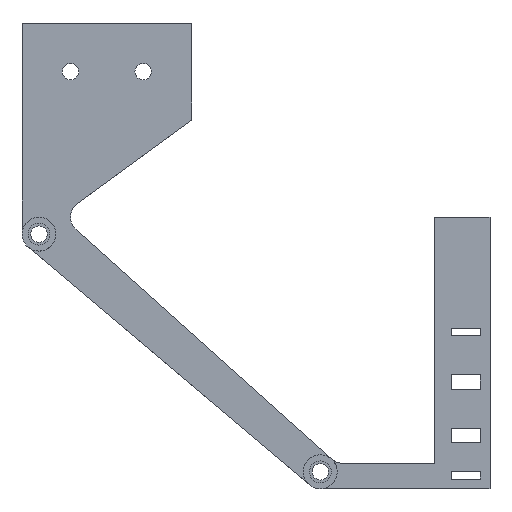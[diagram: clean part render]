
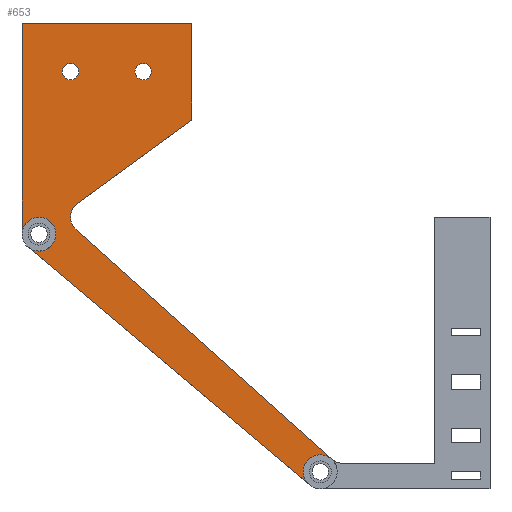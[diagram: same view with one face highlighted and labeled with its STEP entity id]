
A CAD part, top view. The second image highlights one B-rep face of the part: STEP entity #653.
In plain terms, the highlighted planar face has unit normal (0, 0, 1).
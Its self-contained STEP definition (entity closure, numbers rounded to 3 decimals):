
#24 = VERTEX_POINT('',#25);
#25 = CARTESIAN_POINT('',(63.759,6.174,5.));
#73 = EDGE_CURVE('',#24,#74,#76,.T.);
#74 = VERTEX_POINT('',#75);
#75 = CARTESIAN_POINT('',(11.162,53.396,5.));
#76 = LINE('',#77,#78);
#77 = CARTESIAN_POINT('',(63.759,6.174,5.));
#78 = VECTOR('',#79,1.);
#79 = DIRECTION('',(-0.744,0.668,0.));
#633 = VERTEX_POINT('',#634);
#634 = CARTESIAN_POINT('',(11.439,58.829,5.));
#640 = EDGE_CURVE('',#633,#74,#641,.T.);
#641 = CIRCLE('',#642,3.5);
#642 = AXIS2_PLACEMENT_3D('',#643,#644,#645);
#643 = CARTESIAN_POINT('',(13.5,56.,5.));
#644 = DIRECTION('',(0.,0.,1.));
#645 = DIRECTION('',(1.,0.,0.));
#653 = ADVANCED_FACE('',(#654,#723,#734),#745,.T.);
#654 = FACE_BOUND('',#655,.T.);
#655 = EDGE_LOOP('',(#656,#665,#666,#667,#675,#683,#691,#699,#708,#717)
  );
#656 = ORIENTED_EDGE('',*,*,#657,.F.);
#657 = EDGE_CURVE('',#24,#658,#660,.T.);
#658 = VERTEX_POINT('',#659);
#659 = CARTESIAN_POINT('',(59.241,0.826,5.));
#660 = CIRCLE('',#661,3.5);
#661 = AXIS2_PLACEMENT_3D('',#662,#663,#664);
#662 = CARTESIAN_POINT('',(61.5,3.5,5.));
#663 = DIRECTION('',(0.,0.,1.));
#664 = DIRECTION('',(1.,0.,0.));
#665 = ORIENTED_EDGE('',*,*,#73,.T.);
#666 = ORIENTED_EDGE('',*,*,#640,.F.);
#667 = ORIENTED_EDGE('',*,*,#668,.T.);
#668 = EDGE_CURVE('',#633,#669,#671,.T.);
#669 = VERTEX_POINT('',#670);
#670 = CARTESIAN_POINT('',(35.,76.,5.));
#671 = LINE('',#672,#673);
#672 = CARTESIAN_POINT('',(11.439,58.829,5.));
#673 = VECTOR('',#674,1.);
#674 = DIRECTION('',(0.808,0.589,0.));
#675 = ORIENTED_EDGE('',*,*,#676,.T.);
#676 = EDGE_CURVE('',#669,#677,#679,.T.);
#677 = VERTEX_POINT('',#678);
#678 = CARTESIAN_POINT('',(35.,96.,5.));
#679 = LINE('',#680,#681);
#680 = CARTESIAN_POINT('',(35.,76.,5.));
#681 = VECTOR('',#682,1.);
#682 = DIRECTION('',(0.,1.,0.));
#683 = ORIENTED_EDGE('',*,*,#684,.F.);
#684 = EDGE_CURVE('',#685,#677,#687,.T.);
#685 = VERTEX_POINT('',#686);
#686 = CARTESIAN_POINT('',(0.,96.,5.));
#687 = LINE('',#688,#689);
#688 = CARTESIAN_POINT('',(0.,96.,5.));
#689 = VECTOR('',#690,1.);
#690 = DIRECTION('',(1.,0.,0.));
#691 = ORIENTED_EDGE('',*,*,#692,.T.);
#692 = EDGE_CURVE('',#685,#693,#695,.T.);
#693 = VERTEX_POINT('',#694);
#694 = CARTESIAN_POINT('',(0.,52.5,5.));
#695 = LINE('',#696,#697);
#696 = CARTESIAN_POINT('',(0.,96.,5.));
#697 = VECTOR('',#698,1.);
#698 = DIRECTION('',(0.,-1.,0.));
#699 = ORIENTED_EDGE('',*,*,#700,.F.);
#700 = EDGE_CURVE('',#701,#693,#703,.T.);
#701 = VERTEX_POINT('',#702);
#702 = CARTESIAN_POINT('',(7.,52.5,5.));
#703 = CIRCLE('',#704,3.5);
#704 = AXIS2_PLACEMENT_3D('',#705,#706,#707);
#705 = CARTESIAN_POINT('',(3.5,52.5,5.));
#706 = DIRECTION('',(0.,0.,1.));
#707 = DIRECTION('',(1.,0.,0.));
#708 = ORIENTED_EDGE('',*,*,#709,.F.);
#709 = EDGE_CURVE('',#710,#701,#712,.T.);
#710 = VERTEX_POINT('',#711);
#711 = CARTESIAN_POINT('',(1.241,49.826,5.));
#712 = CIRCLE('',#713,3.5);
#713 = AXIS2_PLACEMENT_3D('',#714,#715,#716);
#714 = CARTESIAN_POINT('',(3.5,52.5,5.));
#715 = DIRECTION('',(0.,0.,1.));
#716 = DIRECTION('',(1.,0.,0.));
#717 = ORIENTED_EDGE('',*,*,#718,.T.);
#718 = EDGE_CURVE('',#710,#658,#719,.T.);
#719 = LINE('',#720,#721);
#720 = CARTESIAN_POINT('',(1.241,49.826,5.));
#721 = VECTOR('',#722,1.);
#722 = DIRECTION('',(0.764,-0.645,0.));
#723 = FACE_BOUND('',#724,.T.);
#724 = EDGE_LOOP('',(#725));
#725 = ORIENTED_EDGE('',*,*,#726,.F.);
#726 = EDGE_CURVE('',#727,#727,#729,.T.);
#727 = VERTEX_POINT('',#728);
#728 = CARTESIAN_POINT('',(11.7,86.,5.));
#729 = CIRCLE('',#730,1.7);
#730 = AXIS2_PLACEMENT_3D('',#731,#732,#733);
#731 = CARTESIAN_POINT('',(10.,86.,5.));
#732 = DIRECTION('',(0.,0.,1.));
#733 = DIRECTION('',(1.,0.,0.));
#734 = FACE_BOUND('',#735,.T.);
#735 = EDGE_LOOP('',(#736));
#736 = ORIENTED_EDGE('',*,*,#737,.F.);
#737 = EDGE_CURVE('',#738,#738,#740,.T.);
#738 = VERTEX_POINT('',#739);
#739 = CARTESIAN_POINT('',(26.7,86.,5.));
#740 = CIRCLE('',#741,1.7);
#741 = AXIS2_PLACEMENT_3D('',#742,#743,#744);
#742 = CARTESIAN_POINT('',(25.,86.,5.));
#743 = DIRECTION('',(0.,0.,1.));
#744 = DIRECTION('',(1.,0.,0.));
#745 = PLANE('',#746);
#746 = AXIS2_PLACEMENT_3D('',#747,#748,#749);
#747 = CARTESIAN_POINT('',(51.953,38.819,5.));
#748 = DIRECTION('',(0.,0.,1.));
#749 = DIRECTION('',(1.,0.,0.));
